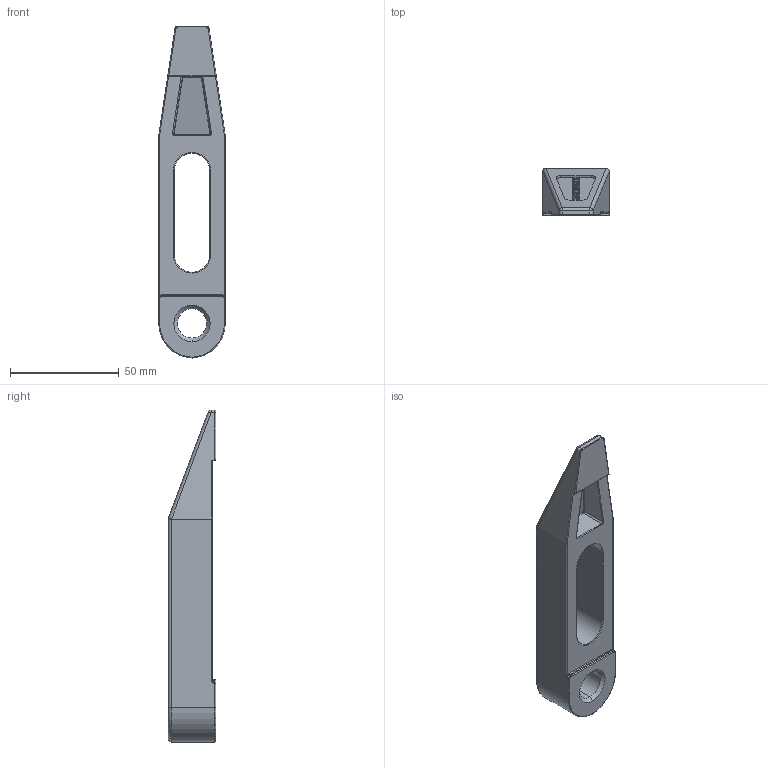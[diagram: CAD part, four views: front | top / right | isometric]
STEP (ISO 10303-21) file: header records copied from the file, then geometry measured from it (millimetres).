
FILE_DESCRIPTION (( 'STEP AP214' ), '1' );
FILE_NAME ('35300.STEP', '2018-09-10T17:10:01', ( 'Mike W' ), ( '' ), 'SwSTEP 2.0', 'SolidWorks 2017', '' );
FILE_SCHEMA (( 'AUTOMOTIVE_DESIGN' ));
Length unit declared in the file: inch
Products named in the file (1): 35300
Bounding box: 30.48 x 21.84 x 152.39 mm (x, y, z)
Volume: 51931.5 mm3; surface area: 16424.9 mm2
Topology: 1 solids, 1 shells, 367 faces, 1002 edges, 648 vertices
Faces by surface type: plane 147, bspline 147, cylinder 47, torus 20, cone 4, sphere 2
Entity records: 16492 total; most frequent: CARTESIAN_POINT 8149, ORIENTED_EDGE 2000, DIRECTION 1236, EDGE_CURVE 1000, VERTEX_POINT 648, LINE 586, VECTOR 586, EDGE_LOOP 384
